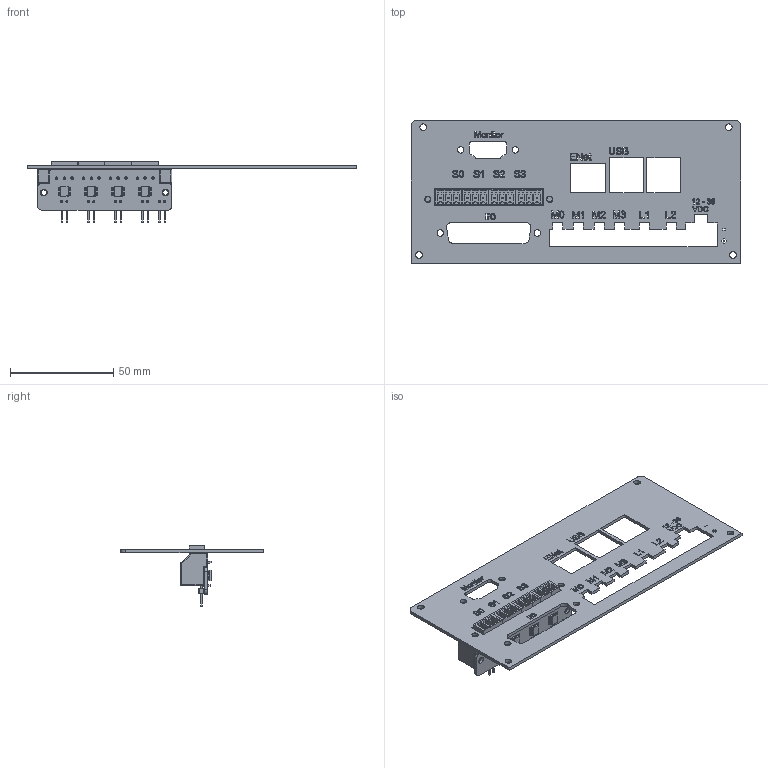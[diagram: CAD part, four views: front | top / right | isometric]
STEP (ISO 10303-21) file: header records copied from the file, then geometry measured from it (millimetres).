
FILE_DESCRIPTION(/* description */ (''),/* implementation_level */ '2;1');
FILE_NAME(/* name */ 'bbctrl-back v7.step',/* time_stamp */ '2020-06-05T15:05:29-04:00',/* author */ (''),/* organization */ (''),/* preprocessor_version */ 'ST-DEVELOPER v18.1',/* originating_system */ 'Autodesk Translation Framework v9.3.0.1241',/* authorisation */ '');
FILE_SCHEMA (('AUTOMOTIVE_DESIGN { 1 0 10303 214 3 1 1 }'));
Length unit declared in the file: inch
Products named in the file (12): bbctrl-back; Back; Step_Direction_Board; PinHeader_1x02_P2.54mm_Horizontal; SOLID; PhoenixContact_MC_1,5_3-G-3.81_1x03_P3.81mm_Horizontal; SOLID (1); D8-L; COMPOUND; PCB-MB-01; SOLID (2); COMPOUND (1)
Assembly tree (22 placements, depth 4):
  bbctrl-back
    Back
    Step_Direction_Board
      PinHeader_1x02_P2.54mm_Horizontal  x5
        SOLID
      PhoenixContact_MC_1,5_3-G-3.81_1x03_P3.81mm_Horizontal  x4
        SOLID (1)
      D8-L  x4
        COMPOUND
      PCB-MB-01  x2
        SOLID (2)
      COMPOUND (1)
Bounding box: 159.7 x 69.2 x 29.38 mm (x, y, z)
Volume: 19372.2 mm3; surface area: 28975.7 mm2
Topology: 63 solids, 63 shells, 2342 faces, 6182 edges, 4024 vertices
Faces by surface type: plane 1468, bspline 586, cylinder 254, sphere 24, cone 6, torus 4
Full cylindrical faces by diameter (mm): 0.199 x4, 1 x10, 1.2 x12, 2.6 x4, 3.1 x6, 3.2 x6
Entity records: 49332 total; most frequent: CARTESIAN_POINT 17572, ORIENTED_EDGE 7512, DIRECTION 4408, EDGE_CURVE 3756, VERTEX_POINT 2474, LINE 2348, VECTOR 2348, EDGE_LOOP 1540
